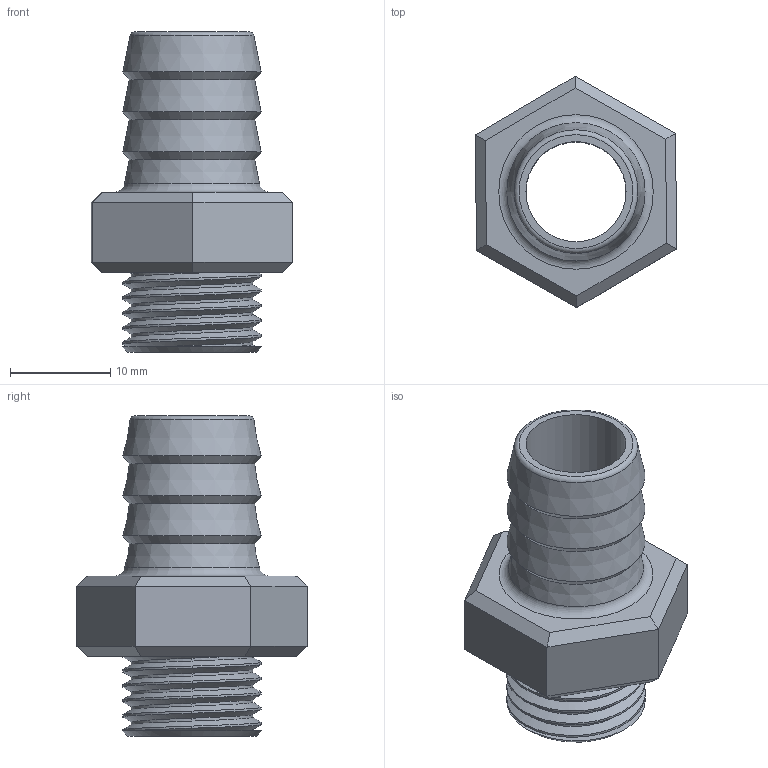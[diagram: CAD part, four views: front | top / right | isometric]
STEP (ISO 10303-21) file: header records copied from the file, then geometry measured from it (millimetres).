
FILE_DESCRIPTION(/* description */ (''),/* implementation_level */ '2;1');
FILE_NAME(/* name */ 'Adapter threaded.step',/* time_stamp */ '2020-12-18T16:38:20+06:00',/* author */ (''),/* organization */ (''),/* preprocessor_version */ 'ST-DEVELOPER v18.1',/* originating_system */ 'Autodesk Translation Framework v9.7.1.1290',/* authorisation */ '');
FILE_SCHEMA (('AUTOMOTIVE_DESIGN { 1 0 10303 214 3 1 1 }'));
Length unit declared in the file: millimetre
Products named in the file (1): Adapter threaded
Bounding box: 20.09 x 23.09 x 32 mm (x, y, z)
Volume: 3419.9 mm3; surface area: 3213.1 mm2
Topology: 1 solids, 1 shells, 48 faces, 110 edges, 66 vertices
Faces by surface type: plane 23, cylinder 13, cone 8, torus 2, bspline 2
Full cylindrical faces by diameter (mm): 10 x1, 12.137 x4, 13.85 x4
Entity records: 2892 total; most frequent: CARTESIAN_POINT 1823, ORIENTED_EDGE 220, DIRECTION 197, EDGE_CURVE 110, AXIS2_PLACEMENT_3D 68, VERTEX_POINT 66, LINE 61, VECTOR 61
